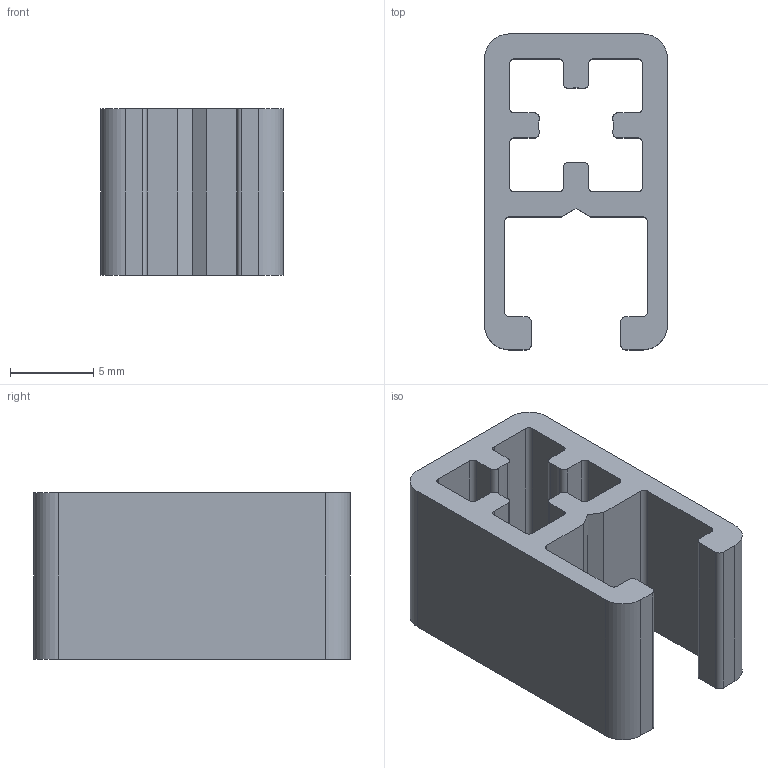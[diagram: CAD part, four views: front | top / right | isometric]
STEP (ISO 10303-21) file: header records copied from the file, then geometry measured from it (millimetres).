
FILE_DESCRIPTION(/* description */ ('Profil 19x11'),/* implementation_level */ '2;1');
FILE_NAME(/* name */ 'ZEI_CAD_201074-0-REV01_#SALL_#AIN_#V1.step',/* time_stamp */ '2022-09-15T20:47:36+02:00',/* author */ ('MiniTec'),/* organization */ ('MiniTec GmbH & Co.KG'),/* preprocessor_version */ 'ST-DEVELOPER v18.1',/* originating_system */ 'Autodesk Inventor 2021',/* authorisation */ '');
FILE_SCHEMA (('CONFIG_CONTROL_DESIGN'));
Length unit declared in the file: millimetre
Products named in the file (1): 20-1074-0FZ.002
Bounding box: 11 x 19 x 10 mm (x, y, z)
Volume: 909.6 mm3; surface area: 1410.2 mm2
Topology: 1 solids, 1 shells, 69 faces, 201 edges, 134 vertices
Faces by surface type: cylinder 36, plane 33
Entity records: 2352 total; most frequent: DIRECTION 413, CARTESIAN_POINT 405, ORIENTED_EDGE 402, EDGE_CURVE 201, AXIS2_PLACEMENT_3D 142, VERTEX_POINT 134, LINE 129, VECTOR 129
